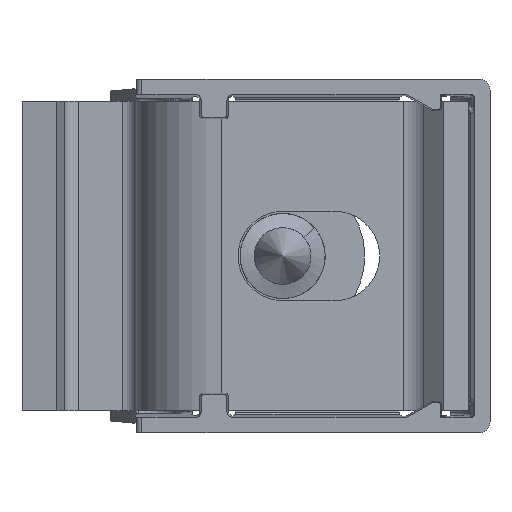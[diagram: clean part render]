
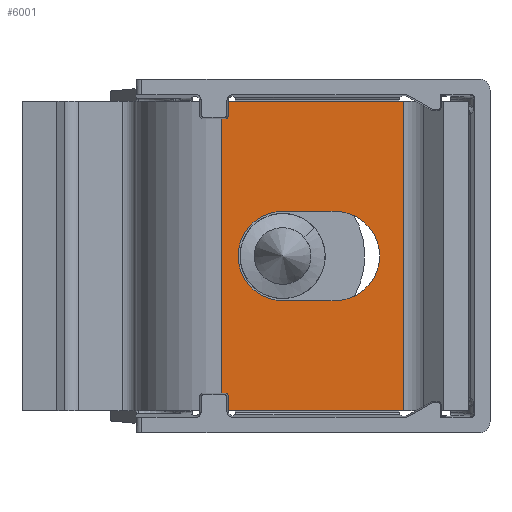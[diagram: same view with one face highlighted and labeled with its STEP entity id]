
A CAD part, front view. The second image highlights one B-rep face of the part: STEP entity #6001.
In plain terms, the highlighted planar face has unit normal (0, -1, 0).
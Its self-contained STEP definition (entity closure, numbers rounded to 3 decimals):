
#459=FACE_BOUND('',#1140,.T.);
#465=CIRCLE('',#6422,3.15);
#466=CIRCLE('',#6423,3.15);
#778=FACE_OUTER_BOUND('',#1139,.T.);
#1139=EDGE_LOOP('',(#3998,#3999,#4000,#4001));
#1140=EDGE_LOOP('',(#4002,#4003,#4004,#4005));
#1519=LINE('',#9049,#1986);
#1520=LINE('',#9051,#1987);
#1521=LINE('',#9053,#1988);
#1522=LINE('',#9054,#1989);
#1523=LINE('',#9059,#1990);
#1524=LINE('',#9062,#1991);
#1986=VECTOR('',#7156,1000.);
#1987=VECTOR('',#7157,1000.);
#1988=VECTOR('',#7158,1000.);
#1989=VECTOR('',#7159,1000.);
#1990=VECTOR('',#7162,1000.);
#1991=VECTOR('',#7165,1000.);
#2451=VERTEX_POINT('',#9047);
#2452=VERTEX_POINT('',#9048);
#2453=VERTEX_POINT('',#9050);
#2454=VERTEX_POINT('',#9052);
#2455=VERTEX_POINT('',#9055);
#2456=VERTEX_POINT('',#9056);
#2457=VERTEX_POINT('',#9058);
#2458=VERTEX_POINT('',#9060);
#3044=EDGE_CURVE('',#2451,#2452,#1519,.T.);
#3045=EDGE_CURVE('',#2451,#2453,#1520,.T.);
#3046=EDGE_CURVE('',#2453,#2454,#1521,.T.);
#3047=EDGE_CURVE('',#2454,#2452,#1522,.T.);
#3048=EDGE_CURVE('',#2455,#2456,#465,.T.);
#3049=EDGE_CURVE('',#2457,#2455,#1523,.T.);
#3050=EDGE_CURVE('',#2458,#2457,#466,.T.);
#3051=EDGE_CURVE('',#2456,#2458,#1524,.T.);
#3998=ORIENTED_EDGE('',*,*,#3044,.F.);
#3999=ORIENTED_EDGE('',*,*,#3045,.T.);
#4000=ORIENTED_EDGE('',*,*,#3046,.T.);
#4001=ORIENTED_EDGE('',*,*,#3047,.T.);
#4002=ORIENTED_EDGE('',*,*,#3048,.F.);
#4003=ORIENTED_EDGE('',*,*,#3049,.F.);
#4004=ORIENTED_EDGE('',*,*,#3050,.F.);
#4005=ORIENTED_EDGE('',*,*,#3051,.F.);
#5887=PLANE('',#6421);
#6001=ADVANCED_FACE('',(#778,#459),#5887,.T.);
#6421=AXIS2_PLACEMENT_3D('',#9046,#7154,#7155);
#6422=AXIS2_PLACEMENT_3D('',#9057,#7160,#7161);
#6423=AXIS2_PLACEMENT_3D('',#9061,#7163,#7164);
#7154=DIRECTION('center_axis',(0.,-1.,0.));
#7155=DIRECTION('ref_axis',(0.,0.,-1.));
#7156=DIRECTION('',(-1.,0.,0.));
#7157=DIRECTION('',(0.,0.,1.));
#7158=DIRECTION('',(-1.,0.,0.));
#7159=DIRECTION('',(0.,0.,-1.));
#7160=DIRECTION('center_axis',(0.,-1.,0.));
#7161=DIRECTION('ref_axis',(0.,0.,-1.));
#7162=DIRECTION('',(-1.,0.,0.));
#7163=DIRECTION('center_axis',(0.,-1.,0.));
#7164=DIRECTION('ref_axis',(0.,0.,-1.));
#7165=DIRECTION('',(1.,0.,0.));
#9046=CARTESIAN_POINT('Origin',(0.,0.,10.95));
#9047=CARTESIAN_POINT('',(18.872,0.,-10.95));
#9048=CARTESIAN_POINT('',(6.,0.,-10.95));
#9049=CARTESIAN_POINT('',(0.,0.,-10.95));
#9050=CARTESIAN_POINT('',(18.872,0.,10.95));
#9051=CARTESIAN_POINT('',(18.872,0.,10.95));
#9052=CARTESIAN_POINT('',(6.,0.,10.95));
#9053=CARTESIAN_POINT('',(0.,0.,10.95));
#9054=CARTESIAN_POINT('',(6.,0.,10.95));
#9055=CARTESIAN_POINT('',(10.35,0.,3.15));
#9056=CARTESIAN_POINT('',(10.35,0.,-3.15));
#9057=CARTESIAN_POINT('Origin',(10.35,0.,0.));
#9058=CARTESIAN_POINT('',(14.05,0.,3.15));
#9059=CARTESIAN_POINT('',(0.,0.,3.15));
#9060=CARTESIAN_POINT('',(14.05,0.,-3.15));
#9061=CARTESIAN_POINT('Origin',(14.05,0.,0.));
#9062=CARTESIAN_POINT('',(0.,0.,-3.15));
